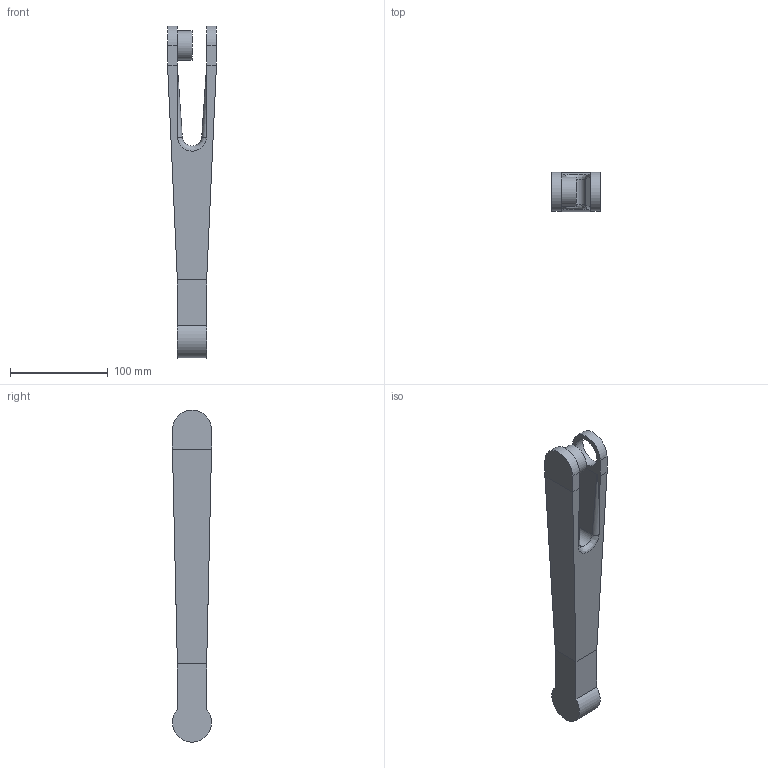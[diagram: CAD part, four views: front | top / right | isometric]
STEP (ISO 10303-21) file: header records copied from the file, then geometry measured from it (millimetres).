
FILE_DESCRIPTION(/* description */ (''),/* implementation_level */ '2;1');
FILE_NAME(/* name */ 'link1_30cm.step',/* time_stamp */ '2021-12-05T16:43:57+09:00',/* author */ (''),/* organization */ (''),/* preprocessor_version */ 'ST-DEVELOPER v18.1',/* originating_system */ 'Autodesk Translation Framework v10.10.0.1391',/* authorisation */ '');
FILE_SCHEMA (('AUTOMOTIVE_DESIGN { 1 0 10303 214 3 1 1 }'));
Length unit declared in the file: millimetre
Products named in the file (1): link1
Bounding box: 50 x 40 x 339.93 mm (x, y, z)
Volume: 331160.2 mm3; surface area: 55981.8 mm2
Topology: 1 solids, 1 shells, 33 faces, 75 edges, 46 vertices
Faces by surface type: plane 20, cylinder 11, bspline 2
Full cylindrical faces by diameter (mm): 30 x3
Entity records: 1073 total; most frequent: CARTESIAN_POINT 273, DIRECTION 163, ORIENTED_EDGE 150, EDGE_CURVE 75, AXIS2_PLACEMENT_3D 56, LINE 51, VECTOR 51, VERTEX_POINT 46
